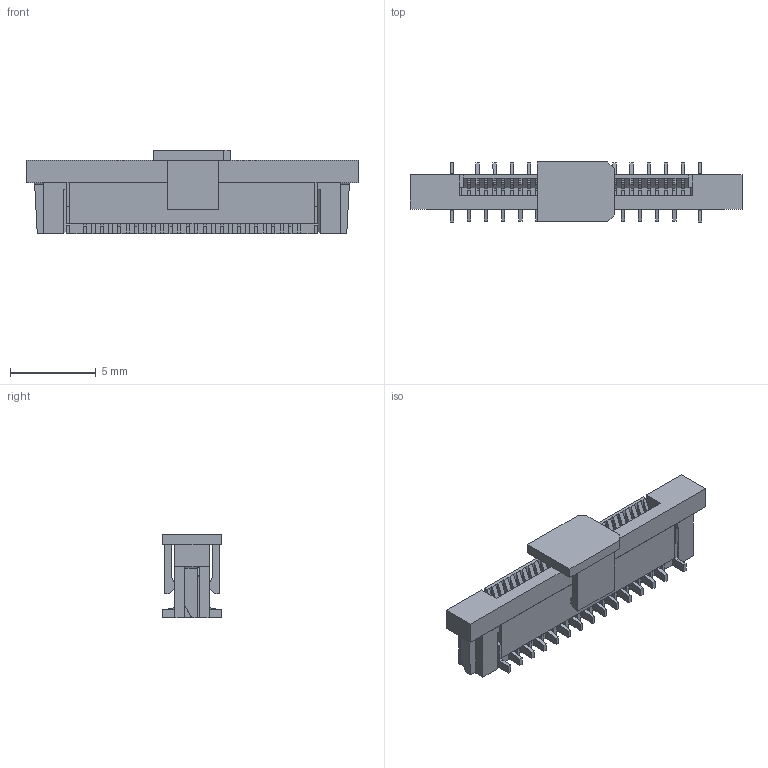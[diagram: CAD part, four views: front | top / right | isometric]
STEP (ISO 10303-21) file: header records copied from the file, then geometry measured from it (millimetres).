
FILE_DESCRIPTION(/* description */ ('Unknown'),/* implementation_level */ '2;1');
FILE_NAME(/* name */ '687326124422',/* time_stamp */ '2019-02-06T10:37:27+01:00',/* author */ ('Unknown'),/* organization */ ('Unknown'),/* preprocessor_version */ 'ST-DEVELOPER v16.7',/* originating_system */ 'DEX',/* authorisation */ $);
FILE_SCHEMA (('AUTOMOTIVE_DESIGN {1 0 10303 214 3 1 1}'));
Length unit declared in the file: millimetre
Products named in the file (7): 6873xx124422; 687326124422; 6873xx124422_PIN_COTE; 6873xx124422_PIN_A; 6873xx124422_PIN_B; 6873xx124422_Pick and Place; 687326124422_CAP
Assembly tree (31 placements, depth 2):
  6873xx124422
    687326124422
    6873xx124422_PIN_COTE  x2
    6873xx124422_PIN_A  x13
    6873xx124422_PIN_B  x13
    6873xx124422_Pick and Place
    687326124422_CAP
Bounding box: 19.4 x 3.5 x 4.9 mm (x, y, z)
Volume: 132.2 mm3; surface area: 957.4 mm2
Topology: 31 solids, 31 shells, 1403 faces, 4150 edges, 2710 vertices
Faces by surface type: plane 1157, cylinder 246
Entity records: 21089 total; most frequent: ORIENTED_EDGE 3812, CARTESIAN_POINT 3769, DIRECTION 3232, EDGE_CURVE 1906, LINE 1846, VECTOR 1846, VERTEX_POINT 1214, AXIS2_PLACEMENT_3D 693
